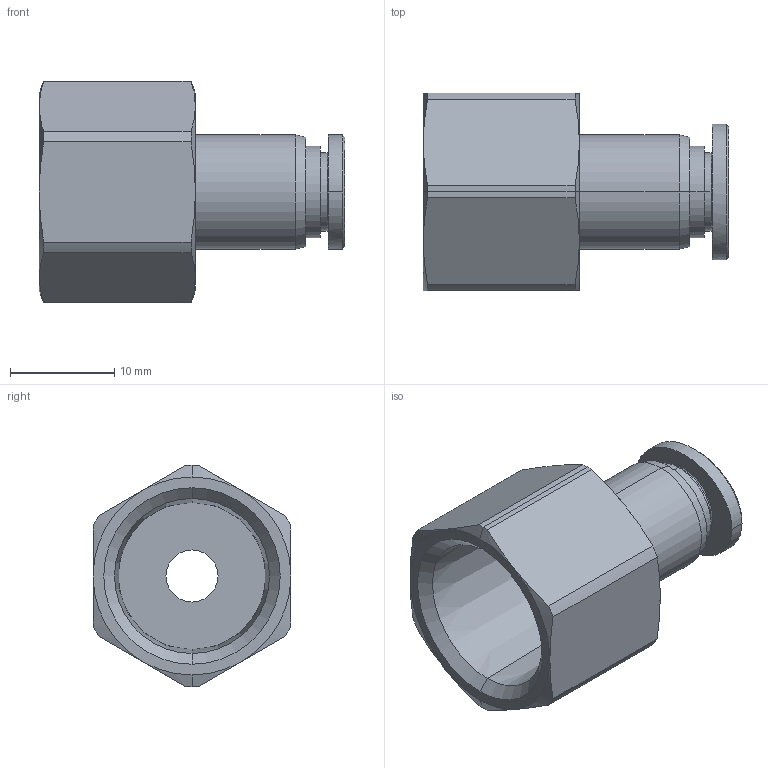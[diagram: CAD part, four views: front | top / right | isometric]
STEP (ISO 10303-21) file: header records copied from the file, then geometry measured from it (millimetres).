
FILE_DESCRIPTION((''),'2;1');
FILE_NAME('GPCF 0603(3D).stp','2012-12-20T14:11:56',(''),(''),'Mechanical Desktop.R8.0.24.0','Mechanical Desktop.R8.0.24.0',', , ');
FILE_SCHEMA(('CONFIG_CONTROL_DESIGN'));
Length unit declared in the file: millimetre
Products named in the file (2): GPCF 0603(3D); ºÎÇ°1
Assembly tree (1 placements, depth 2):
  GPCF 0603(3D)
    ºÎÇ°1
Bounding box: 29.35 x 19 x 21.3 mm (x, y, z)
Volume: 3294.1 mm3; surface area: 3011.5 mm2
Topology: 1 solids, 1 shells, 261 faces, 705 edges, 462 vertices
Faces by surface type: plane 178, bspline 30, cylinder 29, cone 24
Entity records: 8996 total; most frequent: CARTESIAN_POINT 2396, ORIENTED_EDGE 1410, DIRECTION 1275, EDGE_CURVE 705, VECTOR 537, LINE 537, VERTEX_POINT 462, AXIS2_PLACEMENT_3D 369
